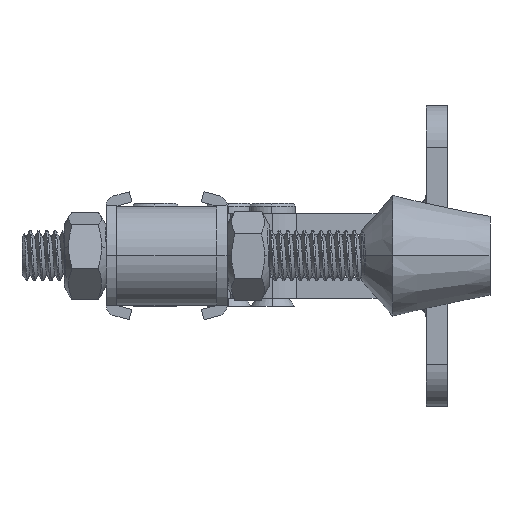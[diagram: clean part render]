
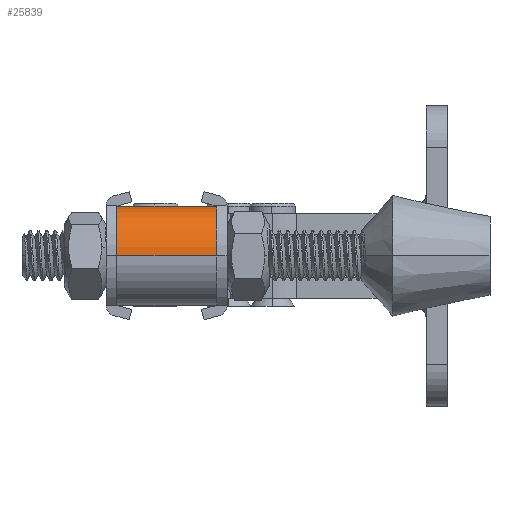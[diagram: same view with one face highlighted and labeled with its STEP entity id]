
A CAD part, left-side view. The second image highlights one B-rep face of the part: STEP entity #25839.
In plain terms, the highlighted cylindrical face has radius 9.5 mm (diameter 19 mm), a partial arc.
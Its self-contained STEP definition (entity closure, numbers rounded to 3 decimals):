
#1633 = EDGE_LOOP ( 'NONE', ( #25872, #12730, #14592, #27323 ) ) ;
#1674 = CARTESIAN_POINT ( 'NONE',  ( -103.5, 29.66, 19. ) ) ;
#2046 = CARTESIAN_POINT ( 'NONE',  ( -113., 29.66, 9.5 ) ) ;
#3576 = DIRECTION ( 'NONE',  ( 0., 1., 0. ) ) ;
#3942 = CARTESIAN_POINT ( 'NONE',  ( -103.5, 10.66, 9.5 ) ) ;
#4884 = CYLINDRICAL_SURFACE ( 'NONE', #23085, 9.5 ) ;
#6110 = VERTEX_POINT ( 'NONE', #20584 ) ;
#6771 = DIRECTION ( 'NONE',  ( -1., 0., 0. ) ) ;
#7198 = VECTOR ( 'NONE', #21846, 1000. ) ;
#8190 = AXIS2_PLACEMENT_3D ( 'NONE', #3942, #23782, #6771 ) ;
#8354 = EDGE_CURVE ( 'NONE', #32906, #27732, #30930, .T. ) ;
#10626 = AXIS2_PLACEMENT_3D ( 'NONE', #13486, #33309, #16362 ) ;
#11851 = EDGE_CURVE ( 'NONE', #27732, #6110, #30690, .T. ) ;
#12730 = ORIENTED_EDGE ( 'NONE', *, *, #31801, .F. ) ;
#13285 = FACE_OUTER_BOUND ( 'NONE', #1633, .T. ) ;
#13486 = CARTESIAN_POINT ( 'NONE',  ( -103.5, 29.66, 9.5 ) ) ;
#14592 = ORIENTED_EDGE ( 'NONE', *, *, #11851, .F. ) ;
#14698 = CARTESIAN_POINT ( 'NONE',  ( -103.5, 5.66, 9.5 ) ) ;
#14821 = DIRECTION ( 'NONE',  ( 0., 0., 1. ) ) ;
#14831 = VECTOR ( 'NONE', #29110, 1000. ) ;
#16362 = DIRECTION ( 'NONE',  ( 1., 0., 0. ) ) ;
#19296 = CIRCLE ( 'NONE', #10626, 9.5 ) ;
#20584 = CARTESIAN_POINT ( 'NONE',  ( -113., 29.66, 9.5 ) ) ;
#21846 = DIRECTION ( 'NONE',  ( 0., 1., 0. ) ) ;
#23011 = VERTEX_POINT ( 'NONE', #1674 ) ;
#23085 = AXIS2_PLACEMENT_3D ( 'NONE', #14698, #3576, #14821 ) ;
#23292 = LINE ( 'NONE', #26259, #14831 ) ;
#23782 = DIRECTION ( 'NONE',  ( 0., -1., 0. ) ) ;
#25405 = CARTESIAN_POINT ( 'NONE',  ( -103.5, 10.66, 19. ) ) ;
#25839 = ADVANCED_FACE ( 'NONE', ( #13285 ), #4884, .T. ) ;
#25872 = ORIENTED_EDGE ( 'NONE', *, *, #33037, .F. ) ;
#26259 = CARTESIAN_POINT ( 'NONE',  ( -103.5, 10.66, 19. ) ) ;
#27323 = ORIENTED_EDGE ( 'NONE', *, *, #8354, .F. ) ;
#27732 = VERTEX_POINT ( 'NONE', #34554 ) ;
#29110 = DIRECTION ( 'NONE',  ( 0., -1., 0. ) ) ;
#30690 = LINE ( 'NONE', #2046, #7198 ) ;
#30930 = CIRCLE ( 'NONE', #8190, 9.5 ) ;
#31801 = EDGE_CURVE ( 'NONE', #6110, #23011, #19296, .T. ) ;
#32906 = VERTEX_POINT ( 'NONE', #25405 ) ;
#33037 = EDGE_CURVE ( 'NONE', #23011, #32906, #23292, .T. ) ;
#33309 = DIRECTION ( 'NONE',  ( 0., 1., 0. ) ) ;
#34554 = CARTESIAN_POINT ( 'NONE',  ( -113., 10.66, 9.5 ) ) ;
